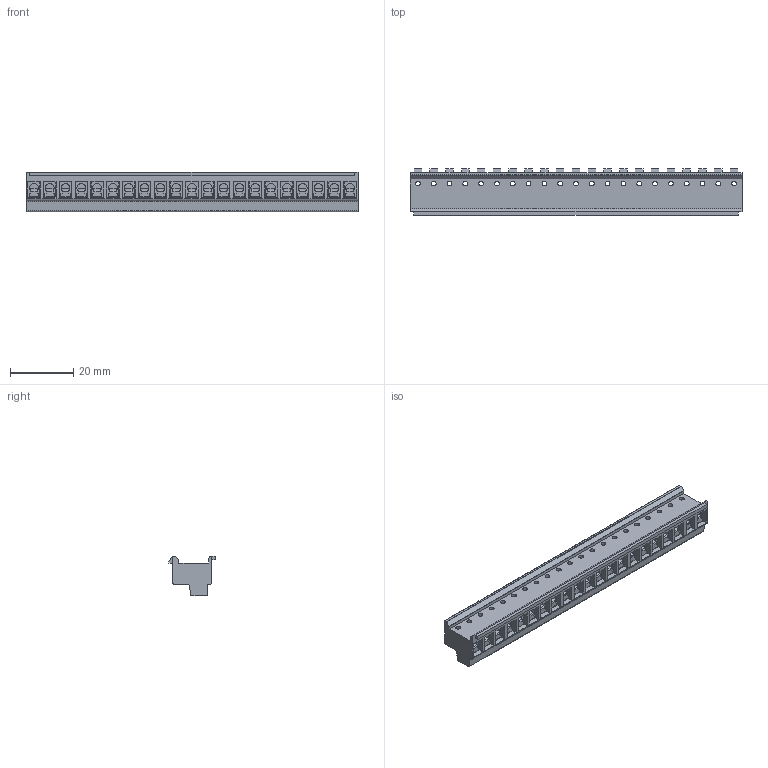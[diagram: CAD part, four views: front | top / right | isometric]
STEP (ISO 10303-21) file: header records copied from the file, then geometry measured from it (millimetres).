
FILE_DESCRIPTION((''),'2;1');
FILE_NAME('TL221T-XXP-XC','2024-12-03T11:56:07',('sheji'),(''),'CREO PARAMETRIC BY PTC INC, 2018100','CREO PARAMETRIC BY PTC INC, 2018100','');
FILE_SCHEMA(('CONFIG_CONTROL_DESIGN'));
Length unit declared in the file: millimetre
Products named in the file (1): TL221T-XXP-XC
Bounding box: 105 x 14.7 x 12.55 mm (x, y, z)
Volume: 9970.6 mm3; surface area: 9140.3 mm2
Topology: 1 solids, 1 shells, 1140 faces, 3097 edges, 2022 vertices
Faces by surface type: plane 922, cylinder 218
Entity records: 35745 total; most frequent: CARTESIAN_POINT 6259, ORIENTED_EDGE 6194, DIRECTION 5939, EDGE_CURVE 3097, VECTOR 2535, LINE 2535, VERTEX_POINT 2022, AXIS2_PLACEMENT_3D 1702
